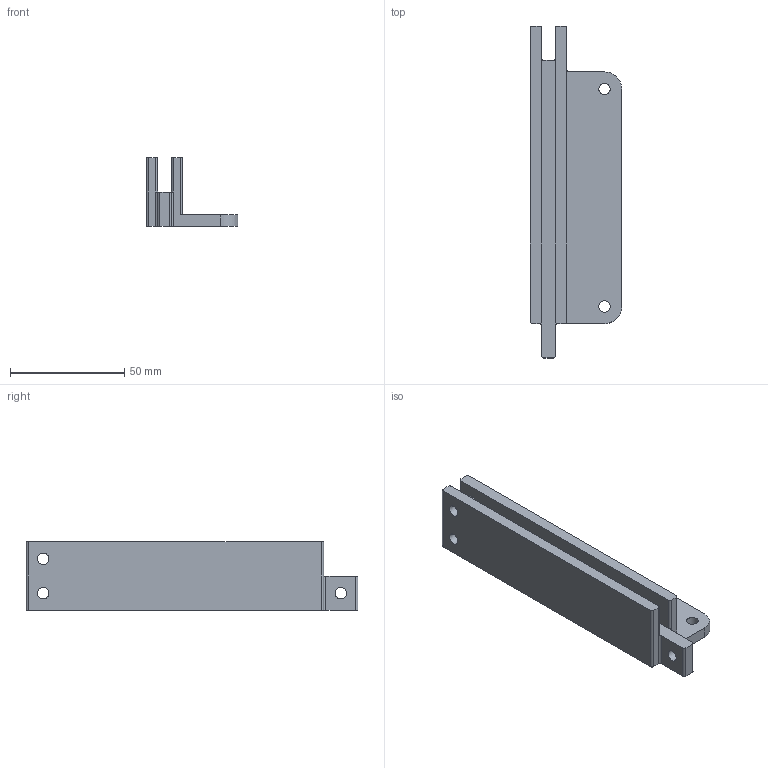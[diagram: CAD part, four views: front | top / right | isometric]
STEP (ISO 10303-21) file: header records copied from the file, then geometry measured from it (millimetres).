
FILE_DESCRIPTION(('STEP AP242'), '1');
FILE_NAME('item3dPrinterTermoboxPlankLeft1', '', ('UNSPECIFIED'), ('UNSPECIFIED'), 'C3D Converter', 'C3D Toolkit', '');
FILE_SCHEMA(('AP242_MANAGED_MODEL_BASED_3D_ENGINEERING_MIM_LF { 1 0 10303 442 1 1 4 }'));
Length unit declared in the file: millimetre
Bounding box: 40 x 145 x 30 mm (x, y, z)
Volume: 63035.9 mm3; surface area: 23140.5 mm2
Topology: 1 solids, 1 shells, 43 faces, 121 edges, 80 vertices
Faces by surface type: cylinder 24, plane 19
Full cylindrical faces by diameter (mm): 5 x7
Entity records: 1435 total; most frequent: DIRECTION 250, CARTESIAN_POINT 238, ORIENTED_EDGE 228, EDGE_CURVE 114, AXIS2_PLACEMENT_3D 92, VERTEX_POINT 80, LINE 66, VECTOR 66
